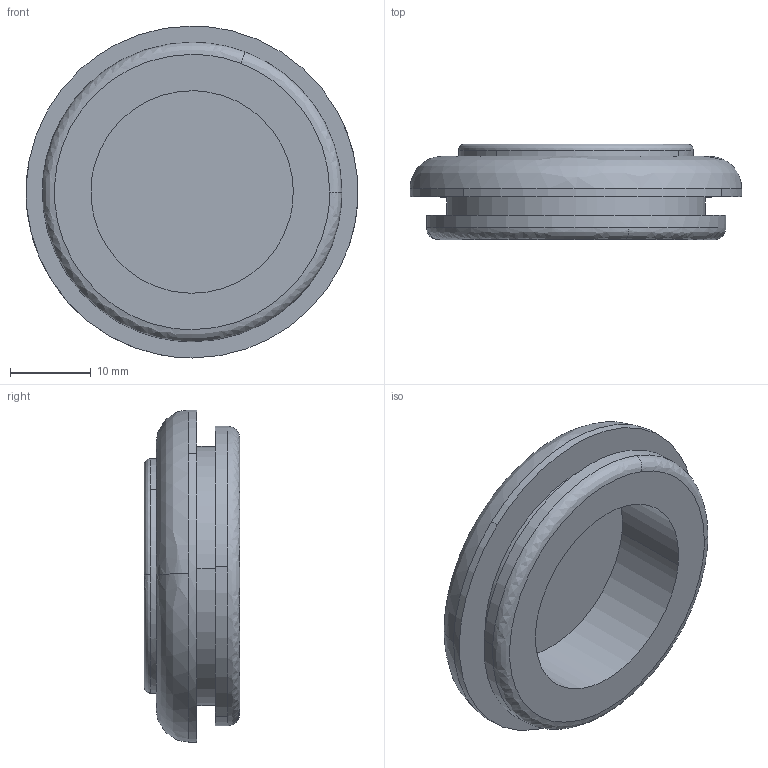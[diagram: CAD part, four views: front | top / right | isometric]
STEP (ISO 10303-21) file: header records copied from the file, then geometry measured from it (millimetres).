
FILE_DESCRIPTION((''),'2;1');
FILE_NAME('','2005-12-14T14:14:51',(''),(''),'','CADfix','');
FILE_SCHEMA(('AUTOMOTIVE_DESIGN'));
Length unit declared in the file: millimetre
Products named in the file (1): grommet
Bounding box: 40.98 x 11.8 x 41 mm (x, y, z)
Volume: 6635.7 mm3; surface area: 5073.8 mm2
Topology: 1 solids, 1 shells, 27 faces, 92 edges, 72 vertices
Faces by surface type: bspline 27
Entity records: 1197 total; most frequent: CARTESIAN_POINT 717, ORIENTED_EDGE 184, EDGE_CURVE 92, VERTEX_POINT 72, EDGE_LOOP 32, FACE_OUTER_BOUND 27, ADVANCED_FACE 27, QUASI_UNIFORM_CURVE 12
